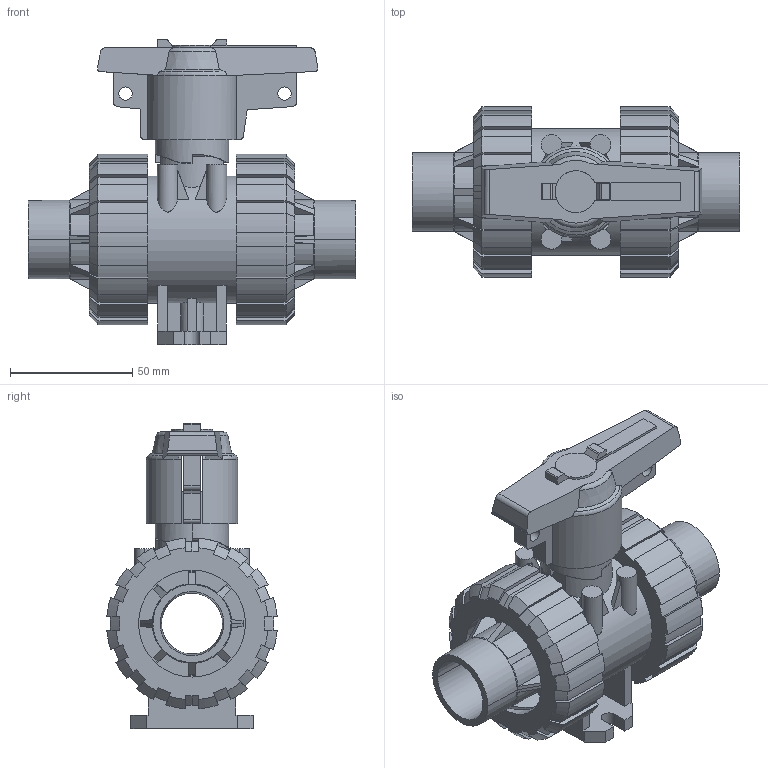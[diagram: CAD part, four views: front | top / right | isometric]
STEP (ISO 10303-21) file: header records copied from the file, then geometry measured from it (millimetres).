
FILE_DESCRIPTION(('STEP AP214'),'1');
FILE_NAME('cctmp_B7F86C22-1558-4E8D-A057-7256C1B6AE02_2021_10_22_07_35_34_0955..stp','2021-10-22T05:35:35',('Praher Valves GmbH'),('CADClick - www.CADClick.com'),'Spatial InterOp 3D',' ','unknown authorization');
FILE_SCHEMA(('AUTOMOTIVE_DESIGN'));
Length unit declared in the file: millimetre
Products named in the file (7): cc_unnamed; 210121_5; 210121_4; 210121_3; 210121_2; 210121_1; 210121
Assembly tree (6 placements, depth 2):
  cc_unnamed
    210121_5
    210121_4
    210121_3
    210121_2
    210121_1
    210121
Bounding box: 134 x 69.78 x 124.93 mm (x, y, z)
Volume: 294288.6 mm3; surface area: 91263.6 mm2
Topology: 6 solids, 6 shells, 514 faces, 1474 edges, 978 vertices
Faces by surface type: plane 250, cylinder 122, cone 80, bspline 56, torus 6
Entity records: 23323 total; most frequent: CARTESIAN_POINT 6170, ORIENTED_EDGE 2948, DIRECTION 2438, EDGE_CURVE 1474, VERTEX_POINT 978, AXIS2_PLACEMENT_3D 857, LINE 724, VECTOR 724
